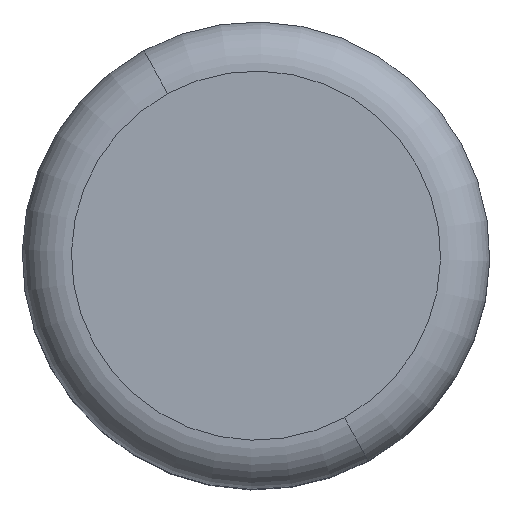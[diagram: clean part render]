
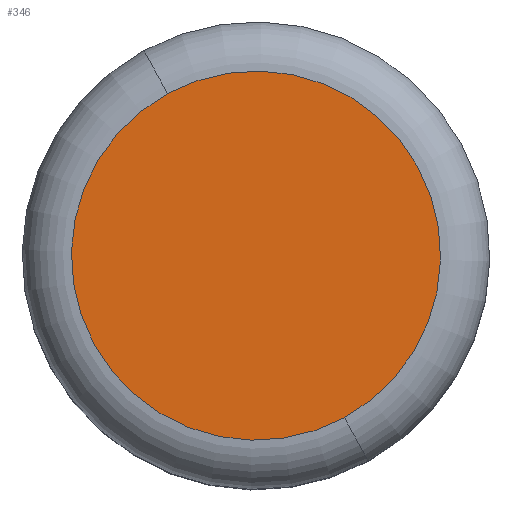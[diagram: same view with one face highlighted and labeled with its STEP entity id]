
A CAD part, top view. The second image highlights one B-rep face of the part: STEP entity #346.
In plain terms, the highlighted planar face has unit normal (0, 0, 1).
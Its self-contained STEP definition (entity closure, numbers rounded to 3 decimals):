
#56=CARTESIAN_POINT('Axis2P3D Location',(0.,0.,300.)) ;
#60=CARTESIAN_POINT('Vertex',(17.978,-32.909,300.)) ;
#62=CARTESIAN_POINT('Vertex',(-17.978,32.909,300.)) ;
#91=CARTESIAN_POINT('Axis2P3D Location',(0.,0.,300.)) ;
#337=CARTESIAN_POINT('Axis2P3D Location',(0.,0.,300.)) ;
#57=DIRECTION('Axis2P3D Direction',(0.,0.,1.)) ;
#92=DIRECTION('Axis2P3D Direction',(0.,0.,1.)) ;
#338=DIRECTION('Axis2P3D Direction',(0.,0.,1.)) ;
#339=DIRECTION('Axis2P3D XDirection',(1.,0.,0.)) ;
#58=AXIS2_PLACEMENT_3D('Circle Axis2P3D',#56,#57,$) ;
#93=AXIS2_PLACEMENT_3D('Circle Axis2P3D',#91,#92,$) ;
#340=AXIS2_PLACEMENT_3D('Plane Axis2P3D',#337,#338,#339) ;
#343=ORIENTED_EDGE('',*,*,#64,.T.) ;
#344=ORIENTED_EDGE('',*,*,#95,.T.) ;
#346=ADVANCED_FACE('PartBody',(#345),#341,.T.) ;
#59=CIRCLE('generated circle',#58,37.5) ;
#94=CIRCLE('generated circle',#93,37.5) ;
#64=EDGE_CURVE('',#61,#63,#59,.T.) ;
#95=EDGE_CURVE('',#63,#61,#94,.T.) ;
#342=EDGE_LOOP('',(#343,#344)) ;
#345=FACE_OUTER_BOUND('',#342,.T.) ;
#341=PLANE('',#340) ;
#61=VERTEX_POINT('',#60) ;
#63=VERTEX_POINT('',#62) ;
